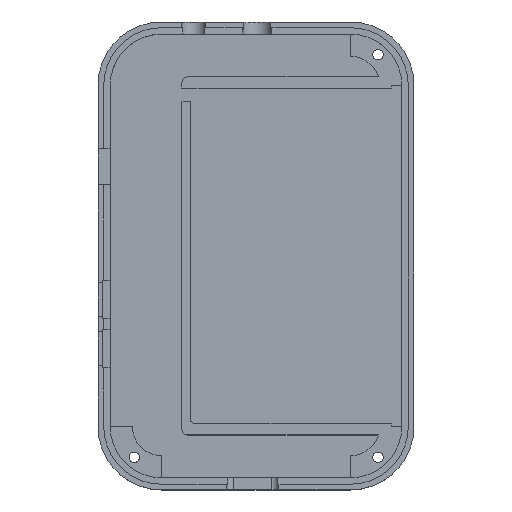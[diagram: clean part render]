
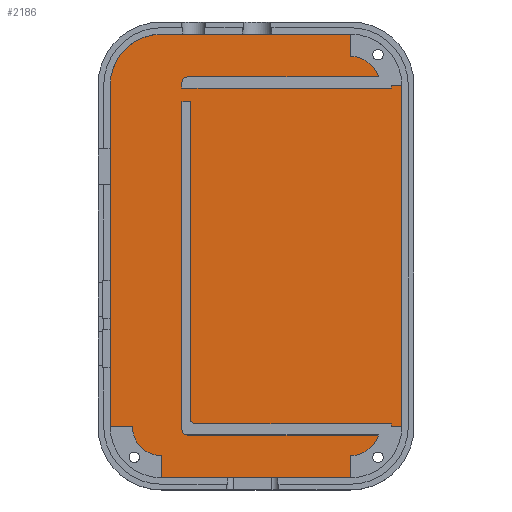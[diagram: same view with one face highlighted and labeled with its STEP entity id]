
A CAD part, top view. The second image highlights one B-rep face of the part: STEP entity #2186.
In plain terms, the highlighted planar face has unit normal (0, 0, 1).
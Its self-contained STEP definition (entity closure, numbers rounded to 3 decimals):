
#1301 = VERTEX_POINT('',#1302);
#1302 = CARTESIAN_POINT('',(-26.4,30.85,1.65));
#1362 = VERTEX_POINT('',#1363);
#1363 = CARTESIAN_POINT('',(-26.4,-30.85,1.65));
#1369 = EDGE_CURVE('',#1301,#1362,#1370,.T.);
#1370 = LINE('',#1371,#1372);
#1371 = CARTESIAN_POINT('',(-26.4,30.85,1.65));
#1372 = VECTOR('',#1373,1.);
#1373 = DIRECTION('',(0.,-1.,0.));
#2112 = VERTEX_POINT('',#2113);
#2113 = CARTESIAN_POINT('',(17.1,-40.15,1.65));
#2119 = EDGE_CURVE('',#2120,#2112,#2122,.T.);
#2120 = VERTEX_POINT('',#2121);
#2121 = CARTESIAN_POINT('',(-17.1,-40.15,1.65));
#2122 = LINE('',#2123,#2124);
#2123 = CARTESIAN_POINT('',(-17.1,-40.15,1.65));
#2124 = VECTOR('',#2125,1.);
#2125 = DIRECTION('',(1.,0.,0.));
#2165 = EDGE_CURVE('',#2166,#1301,#2168,.T.);
#2166 = VERTEX_POINT('',#2167);
#2167 = CARTESIAN_POINT('',(-17.1,40.15,1.65));
#2168 = CIRCLE('',#2169,9.3);
#2169 = AXIS2_PLACEMENT_3D('',#2170,#2171,#2172);
#2170 = CARTESIAN_POINT('',(-17.1,30.85,1.65));
#2171 = DIRECTION('',(0.,0.,1.));
#2172 = DIRECTION('',(1.,0.,0.));
#2186 = ADVANCED_FACE('',(#2187),#2386,.T.);
#2187 = FACE_BOUND('',#2188,.T.);
#2188 = EDGE_LOOP('',(#2189,#2197,#2198,#2199,#2207,#2216,#2222,#2223,
    #2231,#2240,#2248,#2257,#2265,#2273,#2281,#2290,#2298,#2306,#2314,
    #2322,#2330,#2338,#2346,#2354,#2363,#2371,#2380));
#2189 = ORIENTED_EDGE('',*,*,#2190,.T.);
#2190 = EDGE_CURVE('',#2191,#2166,#2193,.T.);
#2191 = VERTEX_POINT('',#2192);
#2192 = CARTESIAN_POINT('',(17.1,40.15,1.65));
#2193 = LINE('',#2194,#2195);
#2194 = CARTESIAN_POINT('',(17.1,40.15,1.65));
#2195 = VECTOR('',#2196,1.);
#2196 = DIRECTION('',(-1.,0.,0.));
#2197 = ORIENTED_EDGE('',*,*,#2165,.T.);
#2198 = ORIENTED_EDGE('',*,*,#1369,.T.);
#2199 = ORIENTED_EDGE('',*,*,#2200,.F.);
#2200 = EDGE_CURVE('',#2201,#1362,#2203,.T.);
#2201 = VERTEX_POINT('',#2202);
#2202 = CARTESIAN_POINT('',(-22.4,-30.85,1.65));
#2203 = LINE('',#2204,#2205);
#2204 = CARTESIAN_POINT('',(-13.2,-30.85,1.65));
#2205 = VECTOR('',#2206,1.);
#2206 = DIRECTION('',(-1.,0.,0.));
#2207 = ORIENTED_EDGE('',*,*,#2208,.F.);
#2208 = EDGE_CURVE('',#2209,#2201,#2211,.T.);
#2209 = VERTEX_POINT('',#2210);
#2210 = CARTESIAN_POINT('',(-17.1,-36.15,1.65));
#2211 = CIRCLE('',#2212,5.3);
#2212 = AXIS2_PLACEMENT_3D('',#2213,#2214,#2215);
#2213 = CARTESIAN_POINT('',(-17.1,-30.85,1.65));
#2214 = DIRECTION('',(0.,0.,-1.));
#2215 = DIRECTION('',(1.,0.,0.));
#2216 = ORIENTED_EDGE('',*,*,#2217,.F.);
#2217 = EDGE_CURVE('',#2120,#2209,#2218,.T.);
#2218 = LINE('',#2219,#2220);
#2219 = CARTESIAN_POINT('',(-17.1,-18.075,1.65));
#2220 = VECTOR('',#2221,1.);
#2221 = DIRECTION('',(0.,1.,0.));
#2222 = ORIENTED_EDGE('',*,*,#2119,.T.);
#2223 = ORIENTED_EDGE('',*,*,#2224,.F.);
#2224 = EDGE_CURVE('',#2225,#2112,#2227,.T.);
#2225 = VERTEX_POINT('',#2226);
#2226 = CARTESIAN_POINT('',(17.1,-36.15,1.65));
#2227 = LINE('',#2228,#2229);
#2228 = CARTESIAN_POINT('',(17.1,-20.075,1.65));
#2229 = VECTOR('',#2230,1.);
#2230 = DIRECTION('',(0.,-1.,0.));
#2231 = ORIENTED_EDGE('',*,*,#2232,.F.);
#2232 = EDGE_CURVE('',#2233,#2225,#2235,.T.);
#2233 = VERTEX_POINT('',#2234);
#2234 = CARTESIAN_POINT('',(22.168,-32.4,1.65));
#2235 = CIRCLE('',#2236,5.3);
#2236 = AXIS2_PLACEMENT_3D('',#2237,#2238,#2239);
#2237 = CARTESIAN_POINT('',(17.1,-30.85,1.65));
#2238 = DIRECTION('',(0.,0.,-1.));
#2239 = DIRECTION('',(1.,0.,0.));
#2240 = ORIENTED_EDGE('',*,*,#2241,.T.);
#2241 = EDGE_CURVE('',#2233,#2242,#2244,.T.);
#2242 = VERTEX_POINT('',#2243);
#2243 = CARTESIAN_POINT('',(-12.4,-32.4,1.65));
#2244 = LINE('',#2245,#2246);
#2245 = CARTESIAN_POINT('',(-6.2,-32.4,1.65));
#2246 = VECTOR('',#2247,1.);
#2247 = DIRECTION('',(-1.,0.,0.));
#2248 = ORIENTED_EDGE('',*,*,#2249,.T.);
#2249 = EDGE_CURVE('',#2242,#2250,#2252,.T.);
#2250 = VERTEX_POINT('',#2251);
#2251 = CARTESIAN_POINT('',(-13.4,-31.4,1.65));
#2252 = CIRCLE('',#2253,1.);
#2253 = AXIS2_PLACEMENT_3D('',#2254,#2255,#2256);
#2254 = CARTESIAN_POINT('',(-12.4,-31.4,1.65));
#2255 = DIRECTION('',(0.,0.,-1.));
#2256 = DIRECTION('',(1.,0.,0.));
#2257 = ORIENTED_EDGE('',*,*,#2258,.T.);
#2258 = EDGE_CURVE('',#2250,#2259,#2261,.T.);
#2259 = VERTEX_POINT('',#2260);
#2260 = CARTESIAN_POINT('',(-13.4,27.9,1.65));
#2261 = LINE('',#2262,#2263);
#2262 = CARTESIAN_POINT('',(-13.4,13.95,1.65));
#2263 = VECTOR('',#2264,1.);
#2264 = DIRECTION('',(0.,1.,0.));
#2265 = ORIENTED_EDGE('',*,*,#2266,.T.);
#2266 = EDGE_CURVE('',#2259,#2267,#2269,.T.);
#2267 = VERTEX_POINT('',#2268);
#2268 = CARTESIAN_POINT('',(-11.9,27.9,1.65));
#2269 = LINE('',#2270,#2271);
#2270 = CARTESIAN_POINT('',(-5.95,27.9,1.65));
#2271 = VECTOR('',#2272,1.);
#2272 = DIRECTION('',(1.,0.,0.));
#2273 = ORIENTED_EDGE('',*,*,#2274,.T.);
#2274 = EDGE_CURVE('',#2267,#2275,#2277,.T.);
#2275 = VERTEX_POINT('',#2276);
#2276 = CARTESIAN_POINT('',(-11.9,-29.4,1.65));
#2277 = LINE('',#2278,#2279);
#2278 = CARTESIAN_POINT('',(-11.9,-14.7,1.65));
#2279 = VECTOR('',#2280,1.);
#2280 = DIRECTION('',(0.,-1.,0.));
#2281 = ORIENTED_EDGE('',*,*,#2282,.F.);
#2282 = EDGE_CURVE('',#2283,#2275,#2285,.T.);
#2283 = VERTEX_POINT('',#2284);
#2284 = CARTESIAN_POINT('',(-10.9,-30.4,1.65));
#2285 = CIRCLE('',#2286,1.);
#2286 = AXIS2_PLACEMENT_3D('',#2287,#2288,#2289);
#2287 = CARTESIAN_POINT('',(-10.9,-29.4,1.65));
#2288 = DIRECTION('',(0.,0.,-1.));
#2289 = DIRECTION('',(1.,0.,0.));
#2290 = ORIENTED_EDGE('',*,*,#2291,.T.);
#2291 = EDGE_CURVE('',#2283,#2292,#2294,.T.);
#2292 = VERTEX_POINT('',#2293);
#2293 = CARTESIAN_POINT('',(24.5,-30.4,1.65));
#2294 = LINE('',#2295,#2296);
#2295 = CARTESIAN_POINT('',(12.25,-30.4,1.65));
#2296 = VECTOR('',#2297,1.);
#2297 = DIRECTION('',(1.,0.,0.));
#2298 = ORIENTED_EDGE('',*,*,#2299,.T.);
#2299 = EDGE_CURVE('',#2292,#2300,#2302,.T.);
#2300 = VERTEX_POINT('',#2301);
#2301 = CARTESIAN_POINT('',(24.5,-30.85,1.65));
#2302 = LINE('',#2303,#2304);
#2303 = CARTESIAN_POINT('',(24.5,-15.7,1.65));
#2304 = VECTOR('',#2305,1.);
#2305 = DIRECTION('',(0.,-1.,0.));
#2306 = ORIENTED_EDGE('',*,*,#2307,.T.);
#2307 = EDGE_CURVE('',#2300,#2308,#2310,.T.);
#2308 = VERTEX_POINT('',#2309);
#2309 = CARTESIAN_POINT('',(26.4,-30.85,1.65));
#2310 = LINE('',#2311,#2312);
#2311 = CARTESIAN_POINT('',(13.2,-30.85,1.65));
#2312 = VECTOR('',#2313,1.);
#2313 = DIRECTION('',(1.,0.,0.));
#2314 = ORIENTED_EDGE('',*,*,#2315,.T.);
#2315 = EDGE_CURVE('',#2308,#2316,#2318,.T.);
#2316 = VERTEX_POINT('',#2317);
#2317 = CARTESIAN_POINT('',(26.4,30.85,1.65));
#2318 = LINE('',#2319,#2320);
#2319 = CARTESIAN_POINT('',(26.4,-30.85,1.65));
#2320 = VECTOR('',#2321,1.);
#2321 = DIRECTION('',(0.,1.,0.));
#2322 = ORIENTED_EDGE('',*,*,#2323,.F.);
#2323 = EDGE_CURVE('',#2324,#2316,#2326,.T.);
#2324 = VERTEX_POINT('',#2325);
#2325 = CARTESIAN_POINT('',(24.5,30.85,1.65));
#2326 = LINE('',#2327,#2328);
#2327 = CARTESIAN_POINT('',(13.2,30.85,1.65));
#2328 = VECTOR('',#2329,1.);
#2329 = DIRECTION('',(1.,0.,0.));
#2330 = ORIENTED_EDGE('',*,*,#2331,.T.);
#2331 = EDGE_CURVE('',#2324,#2332,#2334,.T.);
#2332 = VERTEX_POINT('',#2333);
#2333 = CARTESIAN_POINT('',(24.5,30.4,1.65));
#2334 = LINE('',#2335,#2336);
#2335 = CARTESIAN_POINT('',(24.5,15.2,1.65));
#2336 = VECTOR('',#2337,1.);
#2337 = DIRECTION('',(0.,-1.,0.));
#2338 = ORIENTED_EDGE('',*,*,#2339,.T.);
#2339 = EDGE_CURVE('',#2332,#2340,#2342,.T.);
#2340 = VERTEX_POINT('',#2341);
#2341 = CARTESIAN_POINT('',(-13.4,30.4,1.65));
#2342 = LINE('',#2343,#2344);
#2343 = CARTESIAN_POINT('',(-6.7,30.4,1.65));
#2344 = VECTOR('',#2345,1.);
#2345 = DIRECTION('',(-1.,0.,0.));
#2346 = ORIENTED_EDGE('',*,*,#2347,.T.);
#2347 = EDGE_CURVE('',#2340,#2348,#2350,.T.);
#2348 = VERTEX_POINT('',#2349);
#2349 = CARTESIAN_POINT('',(-13.4,31.4,1.65));
#2350 = LINE('',#2351,#2352);
#2351 = CARTESIAN_POINT('',(-13.4,15.7,1.65));
#2352 = VECTOR('',#2353,1.);
#2353 = DIRECTION('',(0.,1.,0.));
#2354 = ORIENTED_EDGE('',*,*,#2355,.T.);
#2355 = EDGE_CURVE('',#2348,#2356,#2358,.T.);
#2356 = VERTEX_POINT('',#2357);
#2357 = CARTESIAN_POINT('',(-12.4,32.4,1.65));
#2358 = CIRCLE('',#2359,1.);
#2359 = AXIS2_PLACEMENT_3D('',#2360,#2361,#2362);
#2360 = CARTESIAN_POINT('',(-12.4,31.4,1.65));
#2361 = DIRECTION('',(0.,0.,-1.));
#2362 = DIRECTION('',(1.,0.,0.));
#2363 = ORIENTED_EDGE('',*,*,#2364,.T.);
#2364 = EDGE_CURVE('',#2356,#2365,#2367,.T.);
#2365 = VERTEX_POINT('',#2366);
#2366 = CARTESIAN_POINT('',(22.168,32.4,1.65));
#2367 = LINE('',#2368,#2369);
#2368 = CARTESIAN_POINT('',(11.75,32.4,1.65));
#2369 = VECTOR('',#2370,1.);
#2370 = DIRECTION('',(1.,0.,0.));
#2371 = ORIENTED_EDGE('',*,*,#2372,.F.);
#2372 = EDGE_CURVE('',#2373,#2365,#2375,.T.);
#2373 = VERTEX_POINT('',#2374);
#2374 = CARTESIAN_POINT('',(17.1,36.15,1.65));
#2375 = CIRCLE('',#2376,5.3);
#2376 = AXIS2_PLACEMENT_3D('',#2377,#2378,#2379);
#2377 = CARTESIAN_POINT('',(17.1,30.85,1.65));
#2378 = DIRECTION('',(0.,0.,-1.));
#2379 = DIRECTION('',(1.,0.,0.));
#2380 = ORIENTED_EDGE('',*,*,#2381,.T.);
#2381 = EDGE_CURVE('',#2373,#2191,#2382,.T.);
#2382 = LINE('',#2383,#2384);
#2383 = CARTESIAN_POINT('',(17.1,20.075,1.65));
#2384 = VECTOR('',#2385,1.);
#2385 = DIRECTION('',(0.,1.,0.));
#2386 = PLANE('',#2387);
#2387 = AXIS2_PLACEMENT_3D('',#2388,#2389,#2390);
#2388 = CARTESIAN_POINT('',(0.,0.,1.65)
  );
#2389 = DIRECTION('',(0.,0.,1.));
#2390 = DIRECTION('',(1.,0.,0.));
